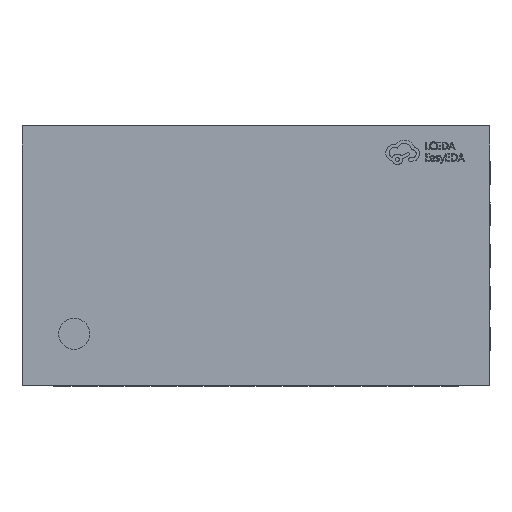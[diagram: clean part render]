
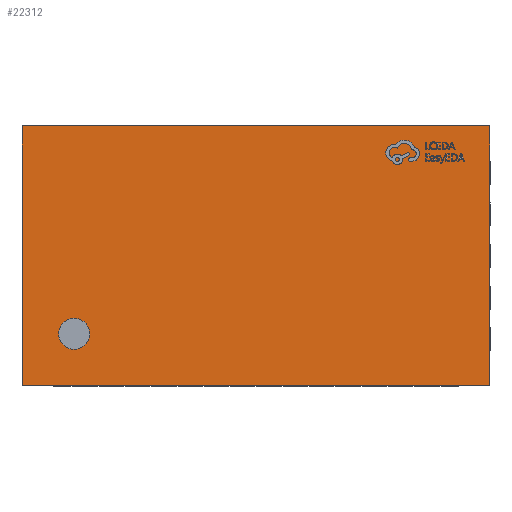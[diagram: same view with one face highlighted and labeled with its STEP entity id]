
A CAD part, top view. The second image highlights one B-rep face of the part: STEP entity #22312.
In plain terms, the highlighted planar face has unit normal (0, 0, 1).
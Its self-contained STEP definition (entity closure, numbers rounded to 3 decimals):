
#144 = FACE_BOUND ( 'NONE', #17216, .T. ) ;
#327 = LINE ( 'NONE', #9178, #7990 ) ;
#825 = ORIENTED_EDGE ( 'NONE', *, *, #3322, .T. ) ;
#955 = EDGE_CURVE ( 'NONE', #17683, #7741, #2860, .T. ) ;
#1741 = VERTEX_POINT ( 'NONE', #5166 ) ;
#1742 = DIRECTION ( 'NONE',  ( -1., 0., 0. ) ) ;
#2009 = DIRECTION ( 'NONE',  ( 0., -1., 0. ) ) ;
#2655 = VERTEX_POINT ( 'NONE', #21439 ) ;
#2860 = CIRCLE ( 'NONE', #6077, 0.15 ) ;
#3247 = AXIS2_PLACEMENT_3D ( 'NONE', #17417, #15372, #13896 ) ;
#3322 = EDGE_CURVE ( 'NONE', #2655, #1741, #6042, .T. ) ;
#3563 = DIRECTION ( 'NONE',  ( 1., 0., 0. ) ) ;
#3765 = VERTEX_POINT ( 'NONE', #9870 ) ;
#3988 = ORIENTED_EDGE ( 'NONE', *, *, #14039, .F. ) ;
#5166 = CARTESIAN_POINT ( 'NONE',  ( 2.25, 1.25, 0.73 ) ) ;
#5710 = DIRECTION ( 'NONE',  ( -1., 0., 0. ) ) ;
#6042 = LINE ( 'NONE', #21838, #7482 ) ;
#6077 = AXIS2_PLACEMENT_3D ( 'NONE', #14678, #9547, #16739 ) ;
#7252 = CARTESIAN_POINT ( 'NONE',  ( -2.25, 1.25, 0.73 ) ) ;
#7482 = VECTOR ( 'NONE', #13156, 1000. ) ;
#7741 = VERTEX_POINT ( 'NONE', #14641 ) ;
#7990 = VECTOR ( 'NONE', #2009, 1000. ) ;
#8793 = CARTESIAN_POINT ( 'NONE',  ( -2.25, -1.25, 0.73 ) ) ;
#9032 = CIRCLE ( 'NONE', #3247, 0.15 ) ;
#9178 = CARTESIAN_POINT ( 'NONE',  ( -2.25, -1.25, 0.73 ) ) ;
#9547 = DIRECTION ( 'NONE',  ( 0., 0., 1. ) ) ;
#9565 = ORIENTED_EDGE ( 'NONE', *, *, #12367, .T. ) ;
#9870 = CARTESIAN_POINT ( 'NONE',  ( -2.25, -1.25, 0.73 ) ) ;
#10293 = LINE ( 'NONE', #8793, #17090 ) ;
#10401 = FACE_OUTER_BOUND ( 'NONE', #16498, .T. ) ;
#10477 = CARTESIAN_POINT ( 'NONE',  ( -1.6, -0.75, 0.73 ) ) ;
#11435 = ORIENTED_EDGE ( 'NONE', *, *, #12983, .T. ) ;
#12335 = CARTESIAN_POINT ( 'NONE',  ( 0., 0., 0.73 ) ) ;
#12340 = VECTOR ( 'NONE', #5710, 1000. ) ;
#12367 = EDGE_CURVE ( 'NONE', #3765, #2655, #10293, .T. ) ;
#12983 = EDGE_CURVE ( 'NONE', #15407, #3765, #327, .T. ) ;
#13156 = DIRECTION ( 'NONE',  ( 0., 1., 0. ) ) ;
#13865 = EDGE_CURVE ( 'NONE', #1741, #15407, #21393, .T. ) ;
#13896 = DIRECTION ( 'NONE',  ( 1., 0., 0. ) ) ;
#13933 = PLANE ( 'NONE',  #18233 ) ;
#14039 = EDGE_CURVE ( 'NONE', #7741, #17683, #9032, .T. ) ;
#14641 = CARTESIAN_POINT ( 'NONE',  ( -1.9, -0.75, 0.73 ) ) ;
#14678 = CARTESIAN_POINT ( 'NONE',  ( -1.75, -0.75, 0.73 ) ) ;
#15372 = DIRECTION ( 'NONE',  ( 0., 0., 1. ) ) ;
#15407 = VERTEX_POINT ( 'NONE', #7252 ) ;
#16498 = EDGE_LOOP ( 'NONE', ( #825, #21810, #11435, #9565 ) ) ;
#16564 = ORIENTED_EDGE ( 'NONE', *, *, #955, .F. ) ;
#16739 = DIRECTION ( 'NONE',  ( 1., 0., 0. ) ) ;
#17090 = VECTOR ( 'NONE', #3563, 1000. ) ;
#17216 = EDGE_LOOP ( 'NONE', ( #16564, #3988 ) ) ;
#17417 = CARTESIAN_POINT ( 'NONE',  ( -1.75, -0.75, 0.73 ) ) ;
#17683 = VERTEX_POINT ( 'NONE', #10477 ) ;
#18192 = CARTESIAN_POINT ( 'NONE',  ( -2.25, 1.25, 0.73 ) ) ;
#18233 = AXIS2_PLACEMENT_3D ( 'NONE', #12335, #21015, #1742 ) ;
#21015 = DIRECTION ( 'NONE',  ( 0., 0., -1. ) ) ;
#21393 = LINE ( 'NONE', #18192, #12340 ) ;
#21439 = CARTESIAN_POINT ( 'NONE',  ( 2.25, -1.25, 0.73 ) ) ;
#21810 = ORIENTED_EDGE ( 'NONE', *, *, #13865, .T. ) ;
#21838 = CARTESIAN_POINT ( 'NONE',  ( 2.25, -1.25, 0.73 ) ) ;
#22312 = ADVANCED_FACE ( 'NONE', ( #144, #10401 ), #13933, .F. ) ;
